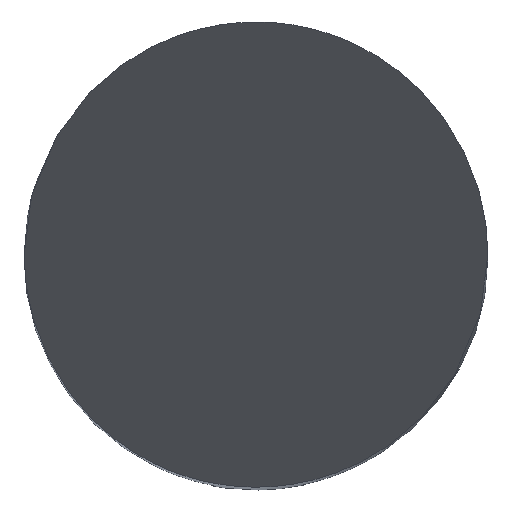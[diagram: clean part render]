
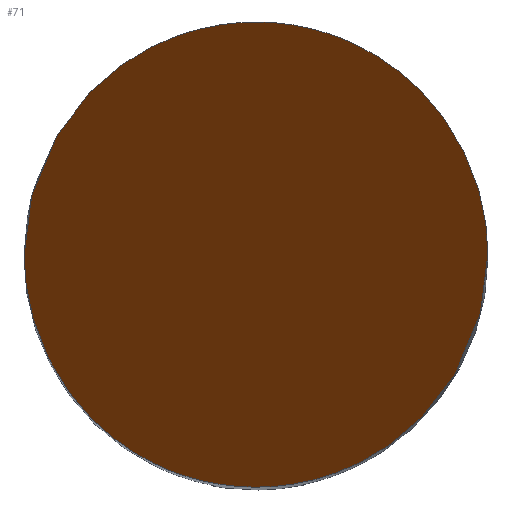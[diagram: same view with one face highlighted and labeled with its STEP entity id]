
A CAD part, top view. The second image highlights one B-rep face of the part: STEP entity #71.
In plain terms, the highlighted planar face has unit normal (0, -0.866, 0.5).
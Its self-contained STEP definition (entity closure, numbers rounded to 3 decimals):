
#56=PLANE('',#639);
#71=ADVANCED_FACE('FLCHE2',(#113),#56,.F.);
#113=FACE_OUTER_BOUND('',#146,.T.);
#146=EDGE_LOOP('',(#308,#309));
#308=ORIENTED_EDGE('',*,*,#495,.F.);
#309=ORIENTED_EDGE('',*,*,#502,.F.);
#441=VERTEX_POINT('',#827);
#442=VERTEX_POINT('',#828);
#495=EDGE_CURVE('',#441,#442,#586,.T.);
#502=EDGE_CURVE('',#442,#441,#588,.T.);
#586=(
BOUNDED_CURVE()
B_SPLINE_CURVE(3,(#823,#824,#825,#826),.UNSPECIFIED.,.F.,.F.)
B_SPLINE_CURVE_WITH_KNOTS((4,4),(0.,1.),.UNSPECIFIED.)
CURVE()
GEOMETRIC_REPRESENTATION_ITEM()
RATIONAL_B_SPLINE_CURVE((1.,0.333,0.333,1.))
REPRESENTATION_ITEM('')
);
#588=(
BOUNDED_CURVE()
B_SPLINE_CURVE(3,(#847,#848,#849,#850),.UNSPECIFIED.,.F.,.F.)
B_SPLINE_CURVE_WITH_KNOTS((4,4),(0.,1.),.UNSPECIFIED.)
CURVE()
GEOMETRIC_REPRESENTATION_ITEM()
RATIONAL_B_SPLINE_CURVE((1.,0.333,0.333,1.))
REPRESENTATION_ITEM('')
);
#639=AXIS2_PLACEMENT_3D('',#954,#699,#700);
#699=DIRECTION('',(0.,0.866,-0.5));
#700=DIRECTION('',(0.,0.5,0.866));
#823=CARTESIAN_POINT('',(-4.,0.,0.));
#824=CARTESIAN_POINT('',(-4.,8.,13.856));
#825=CARTESIAN_POINT('',(4.,8.,13.856));
#826=CARTESIAN_POINT('',(4.,0.,0.));
#827=CARTESIAN_POINT('',(-4.,0.,0.));
#828=CARTESIAN_POINT('',(4.,0.,0.));
#847=CARTESIAN_POINT('',(4.,0.,0.));
#848=CARTESIAN_POINT('',(4.,-8.,-13.856));
#849=CARTESIAN_POINT('',(-4.,-8.,-13.856));
#850=CARTESIAN_POINT('',(-4.,0.,0.));
#954=CARTESIAN_POINT('',(4.,4.,6.928));
